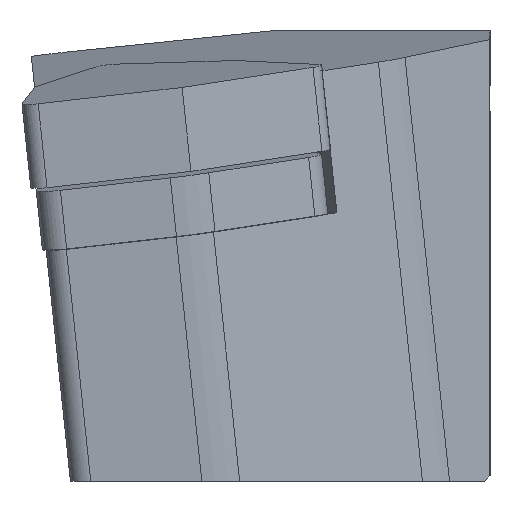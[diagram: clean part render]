
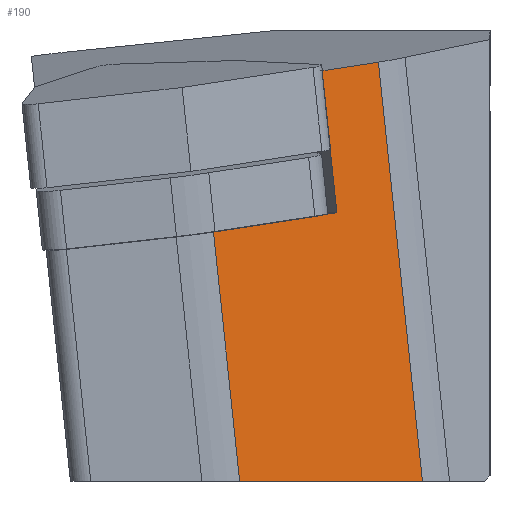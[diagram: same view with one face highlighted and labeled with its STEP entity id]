
A CAD part, left-side view. The second image highlights one B-rep face of the part: STEP entity #190.
In plain terms, the highlighted planar face has unit normal (-0.906, -0.42, -0.051).
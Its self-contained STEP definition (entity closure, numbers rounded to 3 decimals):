
#190=ADVANCED_FACE('',(#306),#254,.F.);
#254=PLANE('',#1321);
#306=FACE_OUTER_BOUND('',#373,.T.);
#373=EDGE_LOOP('',(#507,#508,#509,#510,#511,#512,#513));
#507=ORIENTED_EDGE('',*,*,#886,.F.);
#508=ORIENTED_EDGE('',*,*,#927,.F.);
#509=ORIENTED_EDGE('',*,*,#926,.F.);
#510=ORIENTED_EDGE('',*,*,#928,.F.);
#511=ORIENTED_EDGE('',*,*,#929,.T.);
#512=ORIENTED_EDGE('',*,*,#904,.F.);
#513=ORIENTED_EDGE('',*,*,#879,.T.);
#774=VERTEX_POINT('',#1754);
#775=VERTEX_POINT('',#1756);
#779=VERTEX_POINT('',#1767);
#793=VERTEX_POINT('',#1806);
#807=VERTEX_POINT('',#1845);
#808=VERTEX_POINT('',#1847);
#809=VERTEX_POINT('',#1852);
#879=EDGE_CURVE('',#775,#774,#1046,.T.);
#886=EDGE_CURVE('',#779,#774,#1052,.T.);
#904=EDGE_CURVE('',#775,#793,#1067,.T.);
#926=EDGE_CURVE('',#808,#807,#1082,.T.);
#927=EDGE_CURVE('',#807,#779,#1083,.T.);
#928=EDGE_CURVE('',#809,#808,#1084,.T.);
#929=EDGE_CURVE('',#809,#793,#1085,.T.);
#1046=LINE('',#1755,#1178);
#1052=LINE('',#1768,#1184);
#1067=LINE('',#1805,#1199);
#1082=LINE('',#1848,#1214);
#1083=LINE('',#1850,#1215);
#1084=LINE('',#1851,#1216);
#1085=LINE('',#1853,#1217);
#1178=VECTOR('',#1414,1.);
#1184=VECTOR('',#1424,1.);
#1199=VECTOR('',#1457,1.);
#1214=VECTOR('',#1496,1.);
#1215=VECTOR('',#1499,1.);
#1216=VECTOR('',#1500,1.);
#1217=VECTOR('',#1501,1.);
#1321=AXIS2_PLACEMENT_3D('',#1854,#1502,#1503);
#1414=DIRECTION('',(0.105,-0.104,-0.989));
#1424=DIRECTION('',(0.41,-0.901,0.138));
#1457=DIRECTION('',(0.41,-0.901,0.138));
#1496=DIRECTION('',(-0.105,0.104,0.989));
#1499=DIRECTION('',(0.41,-0.901,0.138));
#1500=DIRECTION('',(-0.421,0.907,0.));
#1501=DIRECTION('',(-0.105,0.104,0.989));
#1502=DIRECTION('',(0.906,0.42,0.052));
#1503=DIRECTION('',(0.421,-0.907,0.));
#1754=CARTESIAN_POINT('',(5.305,8.152,-5.696));
#1755=CARTESIAN_POINT('',(4.26,9.191,4.195));
#1756=CARTESIAN_POINT('',(4.506,8.946,1.86));
#1767=CARTESIAN_POINT('',(5.005,8.811,-5.797));
#1768=CARTESIAN_POINT('',(5.718,7.244,-5.557));
#1805=CARTESIAN_POINT('',(1.513,15.52,0.853));
#1806=CARTESIAN_POINT('',(5.875,5.941,2.321));
#1845=CARTESIAN_POINT('',(2.311,14.726,-6.704));
#1847=CARTESIAN_POINT('',(3.716,13.329,-20.));
#1848=CARTESIAN_POINT('',(5.115,11.938,-33.231));
#1850=CARTESIAN_POINT('',(5.718,7.244,-5.557));
#1851=CARTESIAN_POINT('',(4.495,11.651,-20.));
#1852=CARTESIAN_POINT('',(8.234,3.595,-20.));
#1853=CARTESIAN_POINT('',(9.477,2.359,-31.763));
#1854=CARTESIAN_POINT('',(5.115,11.938,-33.231));
